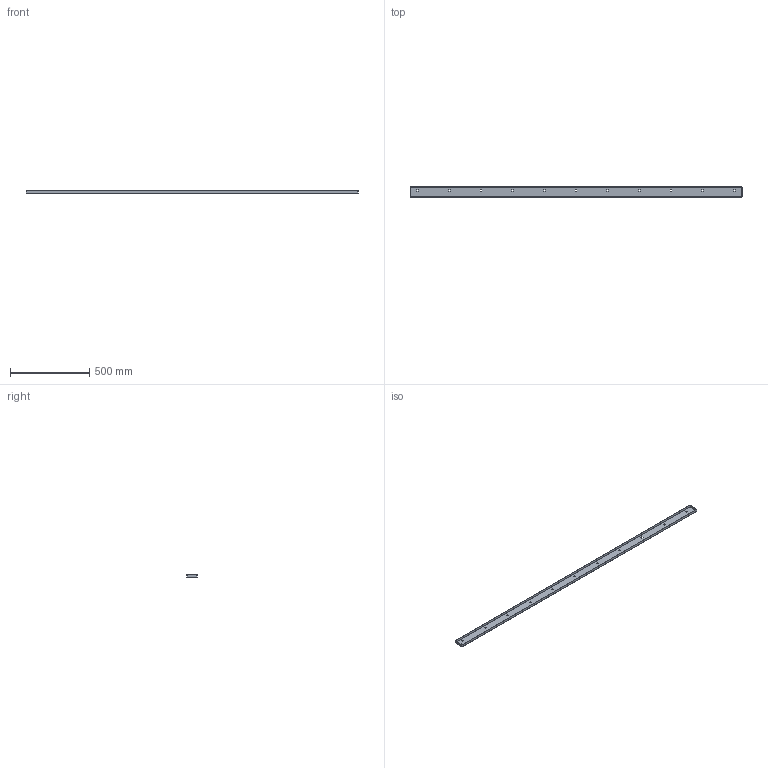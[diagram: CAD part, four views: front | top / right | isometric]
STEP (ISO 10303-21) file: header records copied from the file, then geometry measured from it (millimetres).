
FILE_DESCRIPTION (( 'STEP AP203' ), '1' );
FILE_NAME ('QB09C385.step', '2011-02-18T06:15:05', ( 'User' ), ( 'DKC' ), 'SwSTEP 2.0', 'SolidWorks 2010', '' );
FILE_SCHEMA (( 'CONFIG_CONTROL_DESIGN' ));
Length unit declared in the file: millimetre
Products named in the file (1): QB09C385
Bounding box: 2097 x 65 x 16.5 mm (x, y, z)
Volume: 298009.5 mm3; surface area: 404601.9 mm2
Topology: 1 solids, 1 shells, 86 faces, 224 edges, 140 vertices
Faces by surface type: plane 78, cylinder 8
Entity records: 2685 total; most frequent: CARTESIAN_POINT 451, ORIENTED_EDGE 448, DIRECTION 418, EDGE_CURVE 224, VECTOR 204, LINE 204, VERTEX_POINT 140, EDGE_LOOP 108
